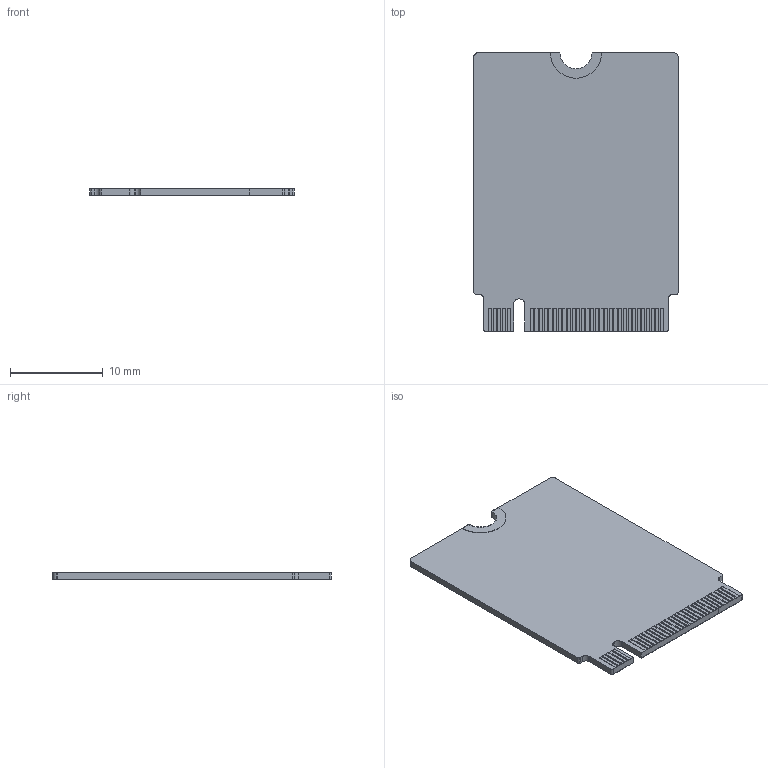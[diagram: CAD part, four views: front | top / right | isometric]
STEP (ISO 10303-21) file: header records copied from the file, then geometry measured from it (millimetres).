
FILE_DESCRIPTION(/* description */ ('KiCad electronic assembly'),/* implementation_level */ '2;1');
FILE_NAME(/* name */ 'M.2_2230_M-Key.step',/* time_stamp */ '2024-10-24T16:56:30+02:00',/* author */ (''),/* organization */ (''),/* preprocessor_version */ 'ST-DEVELOPER v20',/* originating_system */ 'Autodesk Translation Framework v13.20.0.188',/* authorisation */ '');
FILE_SCHEMA (('AUTOMOTIVE_DESIGN { 1 0 10303 214 3 1 1 }'));
Length unit declared in the file: millimetre
Products named in the file (3): M.2_2230_M-Key 1; M.2-Templates_copper; M.2-Templates_PCB
Assembly tree (2 placements, depth 2):
  M.2_2230_M-Key 1
    M.2-Templates_copper
    M.2-Templates_PCB
Bounding box: 22 x 30 x 0.79 mm (x, y, z)
Volume: 459.3 mm3; surface area: 1534.6 mm2
Topology: 70 solids, 70 shells, 452 faces, 936 edges, 624 vertices
Faces by surface type: plane 436, cylinder 16
Entity records: 11763 total; most frequent: CARTESIAN_POINT 2017, DIRECTION 1882, ORIENTED_EDGE 1872, EDGE_CURVE 936, LINE 904, VECTOR 904, VERTEX_POINT 624, AXIS2_PLACEMENT_3D 489
